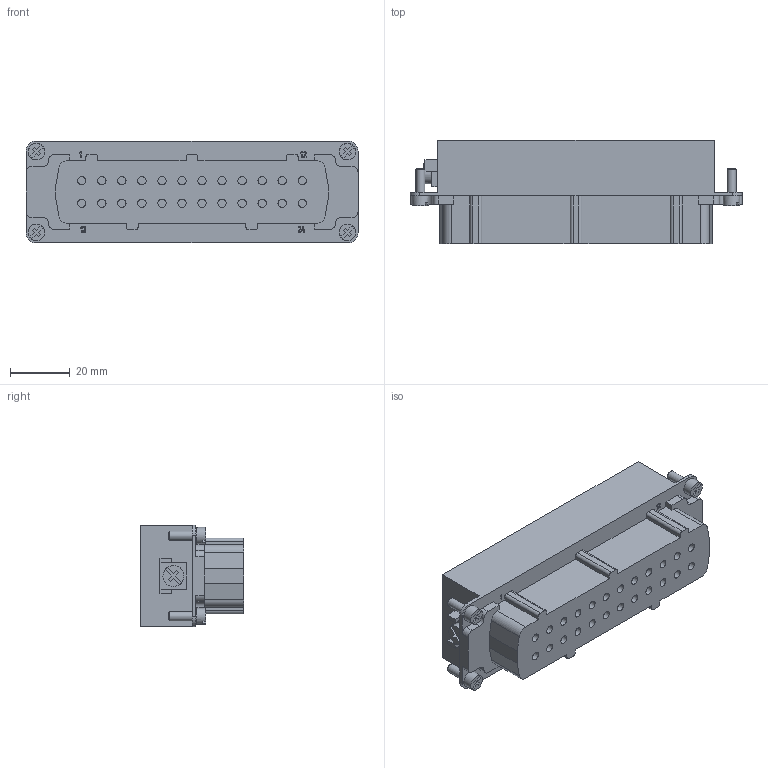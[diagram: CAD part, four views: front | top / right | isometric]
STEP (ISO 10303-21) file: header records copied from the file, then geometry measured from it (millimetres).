
FILE_DESCRIPTION( ( 'STEP AP203' ), ' ' );
FILE_NAME( '09330242701.stp', '2016-03-10T08:49:35', ( '' ), ( '' ), ' ', 'PARTsolutions', ' ' );
FILE_SCHEMA( ( 'CONFIG_CONTROL_DESIGN' ) );
Length unit declared in the file: millimetre
Products named in the file (2): 09330242701; _09330242701_
Assembly tree (1 placements, depth 2):
  09330242701
    _09330242701_
Bounding box: 111 x 34.6 x 34 mm (x, y, z)
Volume: 86949.6 mm3; surface area: 23965.5 mm2
Topology: 1 solids, 1 shells, 439 faces, 1109 edges, 748 vertices
Faces by surface type: plane 320, cylinder 115, cone 4
Full cylindrical faces by diameter (mm): 2.8 x24, 3 x8, 3.2 x24, 5.5 x4, 7 x1
Entity records: 12601 total; most frequent: CARTESIAN_POINT 2159, DIRECTION 2138, ORIENTED_EDGE 2014, EDGE_CURVE 1007, LINE 758, VECTOR 758, VERTEX_POINT 711, AXIS2_PLACEMENT_3D 690
